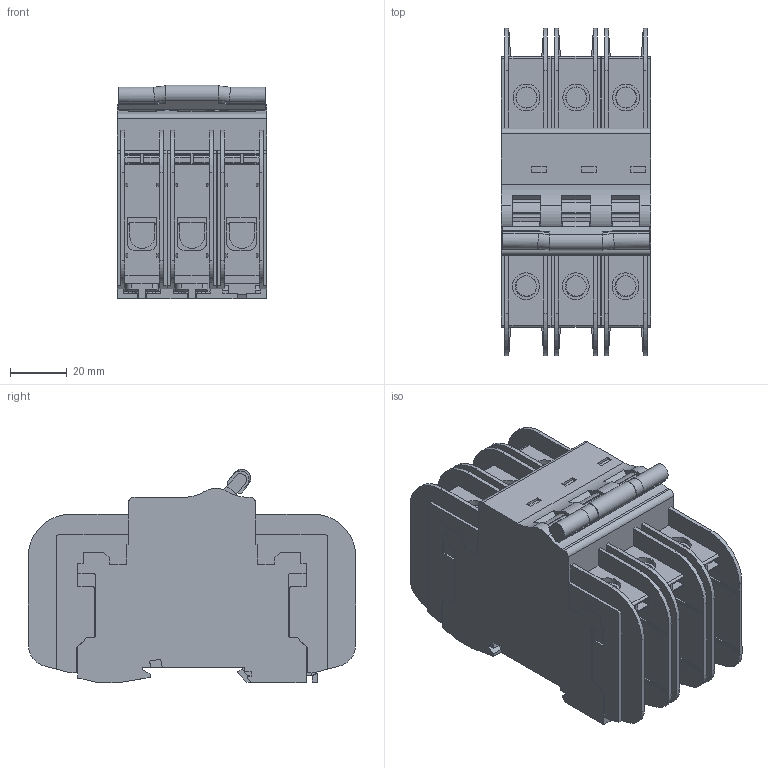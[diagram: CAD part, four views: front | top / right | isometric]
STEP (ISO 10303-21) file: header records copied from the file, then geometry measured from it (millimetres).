
FILE_DESCRIPTION(('CATIA V5 STEP Exchange','CAx-IF Rec.Pracs.--- Model Styling and Organization---1.4--- 2014-01-23'),'2;1');
FILE_NAME ('D1602114_0', '2024-02-19T12:21:50+00:00', ('none'), ('Weidmueller'), 'CATIA Version 5-6 Release 2016 SP3 HF44', 'CATIA V5 STEP AP214', 'none');
FILE_SCHEMA(('AUTOMOTIVE_DESIGN { 1 0 10303 214 1 1 1 1 }'));
Length unit declared in the file: millimetre
Products named in the file (1): S3D_MCB_489_3P
Bounding box: 52.8 x 115.74 x 75.56 mm (x, y, z)
Volume: 262802.4 mm3; surface area: 70475.1 mm2
Topology: 3 solids, 3 shells, 1351 faces, 3960 edges, 2637 vertices
Faces by surface type: plane 1043, cylinder 216, extrusion 92
Entity records: 45743 total; most frequent: CARTESIAN_POINT 11347, ORIENTED_EDGE 7920, DIRECTION 5088, EDGE_CURVE 3960, VECTOR 3078, LINE 2986, VERTEX_POINT 2637, EDGE_LOOP 1401
